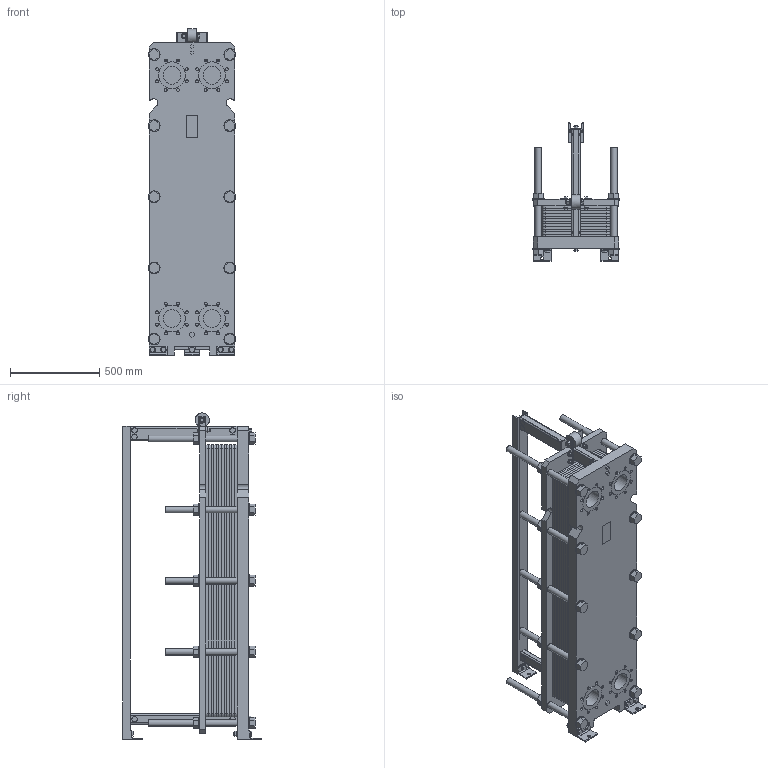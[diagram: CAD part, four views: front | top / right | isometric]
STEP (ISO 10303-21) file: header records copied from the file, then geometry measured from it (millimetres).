
FILE_DESCRIPTION(/* description */ (''),/* implementation_level */ '2;1');
FILE_NAME(/* name */ '3d_RLG-51-60-P10-8128500.stp',/* time_stamp */ '2020-07-27T08:31:36+02:00',/* author */ ('Andrzej'),/* organization */ (''),/* preprocessor_version */ 'ST-DEVELOPER v16.13',/* originating_system */ 'AutoCAD Mechanical',/* authorisation */ '');
FILE_SCHEMA (('AUTOMOTIVE_DESIGN { 1 0 10303 214 3 1 1 }'));
Length unit declared in the file: millimetre
Products named in the file (1): Product
Bounding box: 490.9 x 775 x 1829.98 mm (x, y, z)
Volume: 190261543.3 mm3; surface area: 20242210.3 mm2
Topology: 14 solids, 16 shells, 838 faces, 2656 edges, 2521 vertices
Faces by surface type: plane 605, cylinder 233
Full cylindrical faces by diameter (mm): 12 x4, 16 x37, 18 x3, 20 x1, 24 x8, 30 x31, 36 x20, 37 x2, 66 x20, 80 x1, 100 x4, 150 x4
Entity records: 29186 total; most frequent: CARTESIAN_POINT 6117, DIRECTION 4928, ORIENTED_EDGE 3832, EDGE_CURVE 1916, LINE 1698, VECTOR 1698, AXIS2_PLACEMENT_3D 1615, VERTEX_POINT 1340
